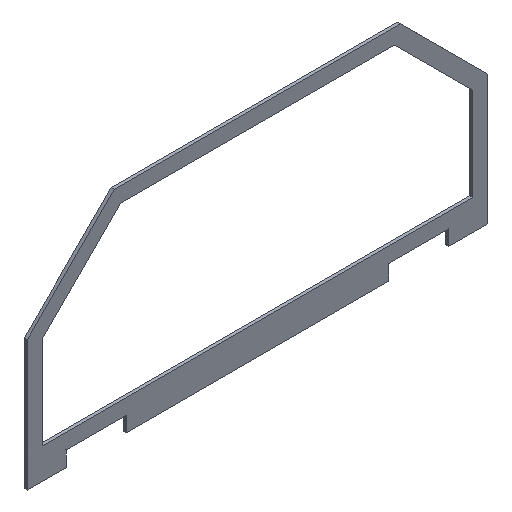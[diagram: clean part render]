
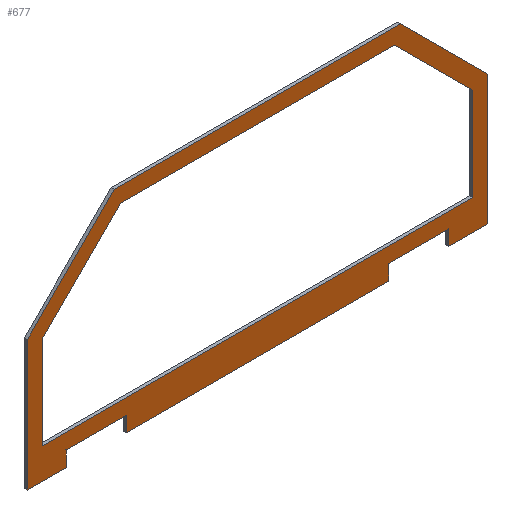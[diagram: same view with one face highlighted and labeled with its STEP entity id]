
A CAD part, isometric view. The second image highlights one B-rep face of the part: STEP entity #677.
In plain terms, the highlighted planar face has unit normal (0, -1, 0).
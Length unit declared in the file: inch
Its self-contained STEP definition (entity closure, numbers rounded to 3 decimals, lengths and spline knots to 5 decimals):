
#3 = ORIENTED_EDGE ( 'NONE', *, *, #499, .F. ) ;
#15 = DIRECTION ( 'NONE',  ( 0., 0., -1. ) ) ;
#29 = EDGE_CURVE ( 'NONE', #610, #243, #521, .T. ) ;
#31 = CARTESIAN_POINT ( 'NONE',  ( -7.0515, -0.1, 1.45 ) ) ;
#34 = VERTEX_POINT ( 'NONE', #79 ) ;
#47 = CARTESIAN_POINT ( 'NONE',  ( -4.69882, -0.1, 7.56 ) ) ;
#48 = CARTESIAN_POINT ( 'NONE',  ( 7.0515, -0.1, 1.45 ) ) ;
#53 = FACE_BOUND ( 'NONE', #260, .T. ) ;
#54 = ORIENTED_EDGE ( 'NONE', *, *, #123, .T. ) ;
#56 = VERTEX_POINT ( 'NONE', #321 ) ;
#58 = CARTESIAN_POINT ( 'NONE',  ( 6.27165, -0.1, 0.45 ) ) ;
#59 = CARTESIAN_POINT ( 'NONE',  ( -6.27165, -0.1, 0.45 ) ) ;
#60 = DIRECTION ( 'NONE',  ( 1., 0., 0. ) ) ;
#61 = DIRECTION ( 'NONE',  ( 1., 0., 0. ) ) ;
#79 = CARTESIAN_POINT ( 'NONE',  ( 4.69882, -0.1, 7.56 ) ) ;
#89 = CARTESIAN_POINT ( 'NONE',  ( 4.49171, -0.1, 7.06 ) ) ;
#90 = CARTESIAN_POINT ( 'NONE',  ( 7.0515, -0.1, 1.45 ) ) ;
#93 = CARTESIAN_POINT ( 'NONE',  ( 7.0515, -0.1, 1.45 ) ) ;
#102 = VERTEX_POINT ( 'NONE', #678 ) ;
#103 = LINE ( 'NONE', #59, #287 ) ;
#104 = ORIENTED_EDGE ( 'NONE', *, *, #715, .T. ) ;
#106 = CARTESIAN_POINT ( 'NONE',  ( 0., -0.1, 0. ) ) ;
#108 = DIRECTION ( 'NONE',  ( -0.707, 0., -0.707 ) ) ;
#115 = DIRECTION ( 'NONE',  ( 0., 0., 1. ) ) ;
#118 = ORIENTED_EDGE ( 'NONE', *, *, #350, .T. ) ;
#123 = EDGE_CURVE ( 'NONE', #230, #505, #722, .T. ) ;
#133 = VECTOR ( 'NONE', #739, 39.37008 ) ;
#134 = LINE ( 'NONE', #48, #354 ) ;
#137 = ORIENTED_EDGE ( 'NONE', *, *, #330, .T. ) ;
#141 = CARTESIAN_POINT ( 'NONE',  ( 6.27165, -0.1, 0.95 ) ) ;
#143 = LINE ( 'NONE', #58, #755 ) ;
#147 = CARTESIAN_POINT ( 'NONE',  ( 7.0515, -0.1, 4.50021 ) ) ;
#149 = CARTESIAN_POINT ( 'NONE',  ( -4.49171, -0.1, 7.06 ) ) ;
#151 = EDGE_CURVE ( 'NONE', #56, #632, #167, .T. ) ;
#156 = VERTEX_POINT ( 'NONE', #555 ) ;
#162 = ORIENTED_EDGE ( 'NONE', *, *, #151, .T. ) ;
#164 = CARTESIAN_POINT ( 'NONE',  ( 6.27165, -0.1, 0.95 ) ) ;
#165 = DIRECTION ( 'NONE',  ( 0., 0., -1. ) ) ;
#167 = LINE ( 'NONE', #141, #235 ) ;
#168 = DIRECTION ( 'NONE',  ( 1., 0., 0. ) ) ;
#172 = DIRECTION ( 'NONE',  ( 0., -1., 0. ) ) ;
#173 = VERTEX_POINT ( 'NONE', #202 ) ;
#191 = ORIENTED_EDGE ( 'NONE', *, *, #729, .T. ) ;
#198 = VECTOR ( 'NONE', #515, 39.37008 ) ;
#202 = CARTESIAN_POINT ( 'NONE',  ( -4.30315, -0.1, 0.45 ) ) ;
#206 = VECTOR ( 'NONE', #727, 39.37008 ) ;
#208 = ORIENTED_EDGE ( 'NONE', *, *, #706, .F. ) ;
#210 = EDGE_CURVE ( 'NONE', #505, #173, #284, .T. ) ;
#211 = VECTOR ( 'NONE', #15, 39.37008 ) ;
#217 = CARTESIAN_POINT ( 'NONE',  ( 7.5515, -0.1, 4.70732 ) ) ;
#220 = VECTOR ( 'NONE', #731, 39.37008 ) ;
#225 = CARTESIAN_POINT ( 'NONE',  ( 4.69882, -0.1, 7.56 ) ) ;
#230 = VERTEX_POINT ( 'NONE', #310 ) ;
#231 = VECTOR ( 'NONE', #623, 39.37008 ) ;
#235 = VECTOR ( 'NONE', #379, 39.37008 ) ;
#238 = ORIENTED_EDGE ( 'NONE', *, *, #291, .T. ) ;
#243 = VERTEX_POINT ( 'NONE', #31 ) ;
#248 = EDGE_CURVE ( 'NONE', #156, #610, #408, .T. ) ;
#260 = EDGE_LOOP ( 'NONE', ( #767, #332, #3, #208, #494, #667 ) ) ;
#264 = CARTESIAN_POINT ( 'NONE',  ( -7.5515, -0.1, 4.70732 ) ) ;
#284 = LINE ( 'NONE', #670, #133 ) ;
#285 = LINE ( 'NONE', #90, #717 ) ;
#287 = VECTOR ( 'NONE', #115, 39.37008 ) ;
#288 = VERTEX_POINT ( 'NONE', #394 ) ;
#291 = EDGE_CURVE ( 'NONE', #372, #34, #707, .T. ) ;
#293 = VERTEX_POINT ( 'NONE', #457 ) ;
#303 = LINE ( 'NONE', #519, #512 ) ;
#310 = CARTESIAN_POINT ( 'NONE',  ( -6.27165, -0.1, 0.95 ) ) ;
#314 = ORIENTED_EDGE ( 'NONE', *, *, #210, .T. ) ;
#317 = VERTEX_POINT ( 'NONE', #644 ) ;
#321 = CARTESIAN_POINT ( 'NONE',  ( 4.30315, -0.1, 0.95 ) ) ;
#326 = VERTEX_POINT ( 'NONE', #762 ) ;
#330 = EDGE_CURVE ( 'NONE', #173, #693, #716, .T. ) ;
#332 = ORIENTED_EDGE ( 'NONE', *, *, #469, .F. ) ;
#337 = DIRECTION ( 'NONE',  ( 0., 0., -1. ) ) ;
#348 = EDGE_CURVE ( 'NONE', #480, #230, #103, .T. ) ;
#350 = EDGE_CURVE ( 'NONE', #514, #102, #724, .T. ) ;
#354 = VECTOR ( 'NONE', #60, 39.37008 ) ;
#361 = CARTESIAN_POINT ( 'NONE',  ( -7.0515, -0.1, 4.50021 ) ) ;
#365 = ORIENTED_EDGE ( 'NONE', *, *, #404, .T. ) ;
#372 = VERTEX_POINT ( 'NONE', #522 ) ;
#379 = DIRECTION ( 'NONE',  ( 1., 0., 0. ) ) ;
#388 = EDGE_CURVE ( 'NONE', #326, #514, #481, .T. ) ;
#394 = CARTESIAN_POINT ( 'NONE',  ( 7.0515, -0.1, 4.50021 ) ) ;
#398 = ORIENTED_EDGE ( 'NONE', *, *, #388, .T. ) ;
#403 = DIRECTION ( 'NONE',  ( -1., 0., 0. ) ) ;
#404 = EDGE_CURVE ( 'NONE', #102, #480, #747, .T. ) ;
#408 = LINE ( 'NONE', #149, #206 ) ;
#410 = VECTOR ( 'NONE', #165, 39.37008 ) ;
#427 = CARTESIAN_POINT ( 'NONE',  ( -6.27165, -0.1, 0.45 ) ) ;
#430 = CARTESIAN_POINT ( 'NONE',  ( -6.27165, -0.1, 0.95 ) ) ;
#431 = CARTESIAN_POINT ( 'NONE',  ( 6.27165, -0.1, 0.45 ) ) ;
#436 = LINE ( 'NONE', #468, #198 ) ;
#446 = VERTEX_POINT ( 'NONE', #431 ) ;
#449 = CARTESIAN_POINT ( 'NONE',  ( -7.0515, -0.1, 4.50021 ) ) ;
#456 = CARTESIAN_POINT ( 'NONE',  ( 4.30315, -0.1, 0.45 ) ) ;
#457 = CARTESIAN_POINT ( 'NONE',  ( 4.49171, -0.1, 7.06 ) ) ;
#458 = EDGE_CURVE ( 'NONE', #293, #156, #465, .T. ) ;
#461 = DIRECTION ( 'NONE',  ( 0., 0., 1. ) ) ;
#465 = LINE ( 'NONE', #89, #231 ) ;
#468 = CARTESIAN_POINT ( 'NONE',  ( 4.30315, -0.1, 0.45 ) ) ;
#469 = EDGE_CURVE ( 'NONE', #288, #293, #607, .T. ) ;
#480 = VERTEX_POINT ( 'NONE', #427 ) ;
#481 = LINE ( 'NONE', #47, #649 ) ;
#492 = VERTEX_POINT ( 'NONE', #93 ) ;
#494 = ORIENTED_EDGE ( 'NONE', *, *, #29, .F. ) ;
#499 = EDGE_CURVE ( 'NONE', #492, #288, #285, .T. ) ;
#505 = VERTEX_POINT ( 'NONE', #546 ) ;
#512 = VECTOR ( 'NONE', #752, 39.37008 ) ;
#514 = VERTEX_POINT ( 'NONE', #552 ) ;
#515 = DIRECTION ( 'NONE',  ( 0., 0., 1. ) ) ;
#519 = CARTESIAN_POINT ( 'NONE',  ( 6.27165, -0.1, 0.45 ) ) ;
#521 = LINE ( 'NONE', #361, #211 ) ;
#522 = CARTESIAN_POINT ( 'NONE',  ( 7.5515, -0.1, 4.70732 ) ) ;
#534 = EDGE_LOOP ( 'NONE', ( #238, #772, #398, #118, #365, #687, #54, #314, #137, #104, #162, #191, #590, #543 ) ) ;
#540 = FACE_OUTER_BOUND ( 'NONE', #534, .T. ) ;
#543 = ORIENTED_EDGE ( 'NONE', *, *, #682, .T. ) ;
#546 = CARTESIAN_POINT ( 'NONE',  ( -4.30315, -0.1, 0.95 ) ) ;
#548 = VECTOR ( 'NONE', #635, 39.37008 ) ;
#552 = CARTESIAN_POINT ( 'NONE',  ( -7.5515, -0.1, 4.70732 ) ) ;
#555 = CARTESIAN_POINT ( 'NONE',  ( -4.49171, -0.1, 7.06 ) ) ;
#570 = VECTOR ( 'NONE', #168, 39.37008 ) ;
#590 = ORIENTED_EDGE ( 'NONE', *, *, #642, .T. ) ;
#591 = CARTESIAN_POINT ( 'NONE',  ( -7.5515, -0.1, 0.45 ) ) ;
#607 = LINE ( 'NONE', #147, #686 ) ;
#609 = VECTOR ( 'NONE', #61, 39.37008 ) ;
#610 = VERTEX_POINT ( 'NONE', #449 ) ;
#618 = DIRECTION ( 'NONE',  ( -0.707, 0., 0.707 ) ) ;
#623 = DIRECTION ( 'NONE',  ( -1., 0., 0. ) ) ;
#632 = VERTEX_POINT ( 'NONE', #164 ) ;
#635 = DIRECTION ( 'NONE',  ( -0.707, 0., 0.707 ) ) ;
#640 = VECTOR ( 'NONE', #403, 39.37008 ) ;
#642 = EDGE_CURVE ( 'NONE', #446, #317, #303, .T. ) ;
#644 = CARTESIAN_POINT ( 'NONE',  ( 7.5515, -0.1, 0.45 ) ) ;
#649 = VECTOR ( 'NONE', #108, 39.37008 ) ;
#652 = EDGE_CURVE ( 'NONE', #34, #326, #699, .T. ) ;
#657 = LINE ( 'NONE', #760, #663 ) ;
#663 = VECTOR ( 'NONE', #461, 39.37008 ) ;
#667 = ORIENTED_EDGE ( 'NONE', *, *, #248, .F. ) ;
#670 = CARTESIAN_POINT ( 'NONE',  ( -4.30315, -0.1, 0.45 ) ) ;
#676 = DIRECTION ( 'NONE',  ( 0., 0., 1. ) ) ;
#677 = ADVANCED_FACE ( 'NONE', ( #540, #53 ), #705, .T. ) ;
#678 = CARTESIAN_POINT ( 'NONE',  ( -7.5515, -0.1, 0.45 ) ) ;
#682 = EDGE_CURVE ( 'NONE', #317, #372, #657, .T. ) ;
#686 = VECTOR ( 'NONE', #618, 39.37008 ) ;
#687 = ORIENTED_EDGE ( 'NONE', *, *, #348, .T. ) ;
#693 = VERTEX_POINT ( 'NONE', #456 ) ;
#696 = DIRECTION ( 'NONE',  ( 0., 0., -1. ) ) ;
#699 = LINE ( 'NONE', #225, #640 ) ;
#704 = CARTESIAN_POINT ( 'NONE',  ( -4.30315, -0.1, 0.45 ) ) ;
#705 = PLANE ( 'NONE',  #751 ) ;
#706 = EDGE_CURVE ( 'NONE', #243, #492, #134, .T. ) ;
#707 = LINE ( 'NONE', #217, #548 ) ;
#715 = EDGE_CURVE ( 'NONE', #693, #56, #436, .T. ) ;
#716 = LINE ( 'NONE', #704, #570 ) ;
#717 = VECTOR ( 'NONE', #676, 39.37008 ) ;
#722 = LINE ( 'NONE', #430, #220 ) ;
#724 = LINE ( 'NONE', #264, #410 ) ;
#727 = DIRECTION ( 'NONE',  ( -0.707, 0., -0.707 ) ) ;
#729 = EDGE_CURVE ( 'NONE', #632, #446, #143, .T. ) ;
#731 = DIRECTION ( 'NONE',  ( 1., 0., 0. ) ) ;
#739 = DIRECTION ( 'NONE',  ( 0., 0., -1. ) ) ;
#747 = LINE ( 'NONE', #591, #609 ) ;
#751 = AXIS2_PLACEMENT_3D ( 'NONE', #106, #172, #337 ) ;
#752 = DIRECTION ( 'NONE',  ( 1., 0., 0. ) ) ;
#755 = VECTOR ( 'NONE', #696, 39.37008 ) ;
#760 = CARTESIAN_POINT ( 'NONE',  ( 7.5515, -0.1, 0.45 ) ) ;
#762 = CARTESIAN_POINT ( 'NONE',  ( -4.69882, -0.1, 7.56 ) ) ;
#767 = ORIENTED_EDGE ( 'NONE', *, *, #458, .F. ) ;
#772 = ORIENTED_EDGE ( 'NONE', *, *, #652, .T. ) ;
